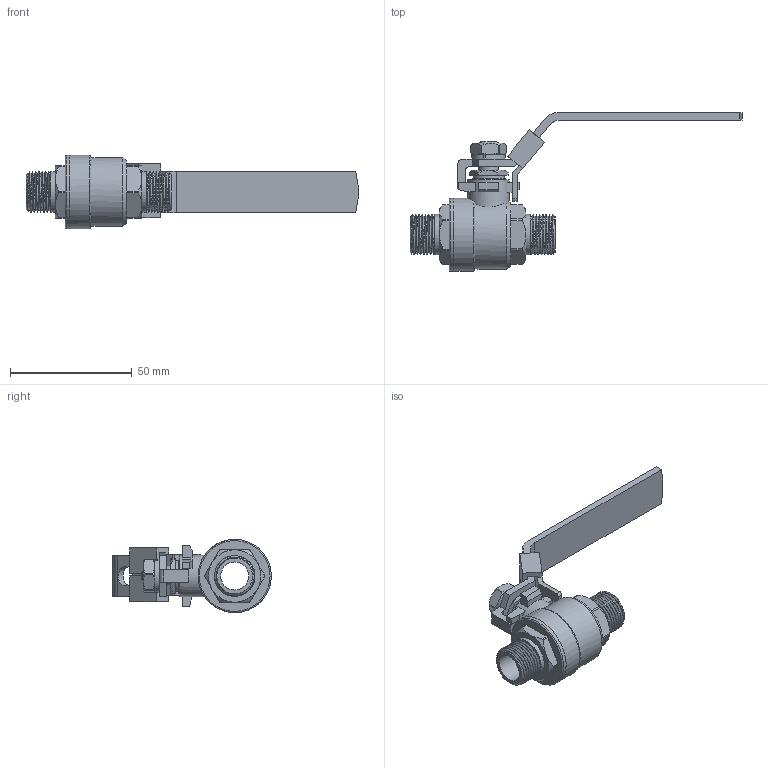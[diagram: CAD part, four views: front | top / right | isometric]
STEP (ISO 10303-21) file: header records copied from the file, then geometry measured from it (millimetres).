
FILE_DESCRIPTION(/* description */ ('Unknown'),/* implementation_level */ '2;1');
FILE_NAME(/* name */ '20201211-R-621-2U-DN10',/* time_stamp */ '2020-12-11T11:53:53+08:00',/* author */ ('Unknown'),/* organization */ ('Unknown'),/* preprocessor_version */ 'ST-DEVELOPER v16.7',/* originating_system */ 'DEX',/* authorisation */ $);
FILE_SCHEMA (('AUTOMOTIVE_DESIGN {1 0 10303 214 3 1 1}'));
Length unit declared in the file: millimetre
Products named in the file (1): R-621-2U DN10
Bounding box: 136.08 x 65 x 30 mm (x, y, z)
Volume: 31215 mm3; surface area: 19340.6 mm2
Topology: 8 solids, 8 shells, 317 faces, 902 edges, 609 vertices
Faces by surface type: plane 120, cylinder 88, bspline 70, cone 36, torus 2, sphere 1
Full cylindrical faces by diameter (mm): 8 x2, 8.5 x1, 11.5 x2, 12.7 x1, 16.6 x14, 17 x1, 30 x2
Entity records: 23036 total; most frequent: CARTESIAN_POINT 15934, ORIENTED_EDGE 1724, DIRECTION 1124, EDGE_CURVE 862, VERTEX_POINT 600, AXIS2_PLACEMENT_3D 410, EDGE_LOOP 340, FACE_BOUND 340
